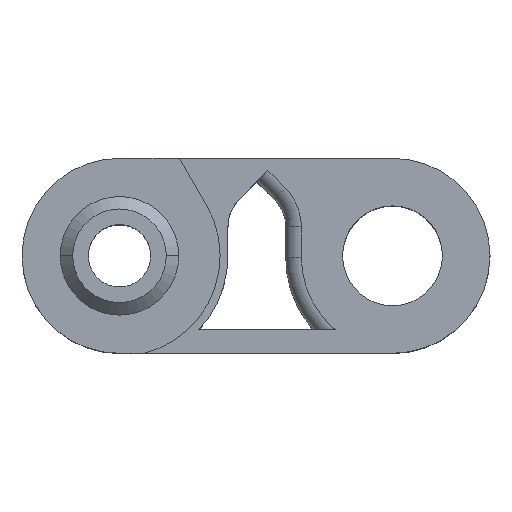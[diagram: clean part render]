
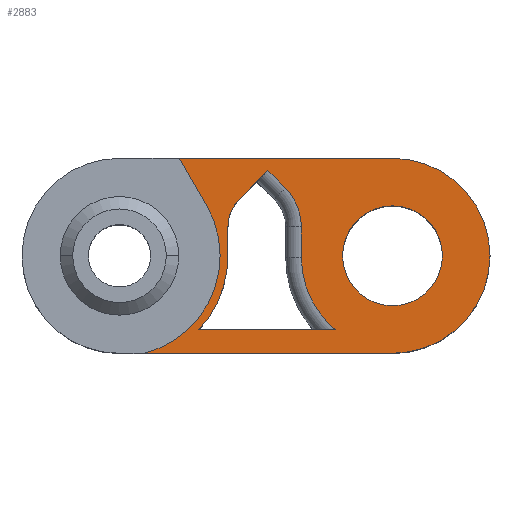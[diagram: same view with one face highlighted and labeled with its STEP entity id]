
A CAD part, top view. The second image highlights one B-rep face of the part: STEP entity #2883.
In plain terms, the highlighted planar face has unit normal (0, 0, 1).
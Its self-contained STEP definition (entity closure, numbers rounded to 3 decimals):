
#24 = DIRECTION ( 'NONE',  ( 1., 0., 0. ) ) ;
#37 = EDGE_CURVE ( 'NONE', #3132, #993, #547, .T. ) ;
#103 = CARTESIAN_POINT ( 'NONE',  ( 35., 0., 3. ) ) ;
#145 = AXIS2_PLACEMENT_3D ( 'NONE', #103, #2206, #413 ) ;
#157 = ORIENTED_EDGE ( 'NONE', *, *, #799, .T. ) ;
#162 = ORIENTED_EDGE ( 'NONE', *, *, #1283, .T. ) ;
#174 = EDGE_CURVE ( 'NONE', #2349, #1876, #3471, .T. ) ;
#190 = CIRCLE ( 'NONE', #145, 6.4 ) ;
#290 = CARTESIAN_POINT ( 'NONE',  ( 35., 0., 3. ) ) ;
#318 = EDGE_CURVE ( 'NONE', #1458, #993, #3703, .T. ) ;
#392 = CARTESIAN_POINT ( 'NONE',  ( 0., 0., 3. ) ) ;
#395 = EDGE_CURVE ( 'NONE', #1031, #2349, #1409, .T. ) ;
#400 = LINE ( 'NONE', #1387, #1916 ) ;
#408 = ORIENTED_EDGE ( 'NONE', *, *, #174, .T. ) ;
#413 = DIRECTION ( 'NONE',  ( 1., 0., 0. ) ) ;
#441 = FACE_OUTER_BOUND ( 'NONE', #3412, .T. ) ;
#489 = CARTESIAN_POINT ( 'NONE',  ( 15.364, 7.254, 3. ) ) ;
#504 = VECTOR ( 'NONE', #2937, 1000. ) ;
#539 = CARTESIAN_POINT ( 'NONE',  ( 12.9, 0., 3. ) ) ;
#547 = LINE ( 'NONE', #1723, #2053 ) ;
#587 = DIRECTION ( 'NONE',  ( 1., 0., 0. ) ) ;
#593 = VERTEX_POINT ( 'NONE', #489 ) ;
#693 = PLANE ( 'NONE',  #3200 ) ;
#720 = AXIS2_PLACEMENT_3D ( 'NONE', #2687, #888, #2982 ) ;
#763 = DIRECTION ( 'NONE',  ( 0.707, 0.707, 0. ) ) ;
#772 = CARTESIAN_POINT ( 'NONE',  ( 35., 0., 3. ) ) ;
#777 = AXIS2_PLACEMENT_3D ( 'NONE', #290, #2392, #587 ) ;
#796 = DIRECTION ( 'NONE',  ( 0., 1., 0. ) ) ;
#799 = EDGE_CURVE ( 'NONE', #2823, #1458, #2106, .T. ) ;
#809 = AXIS2_PLACEMENT_3D ( 'NONE', #392, #2185, #2489 ) ;
#814 = CARTESIAN_POINT ( 'NONE',  ( 11.172, 6.45, 3. ) ) ;
#847 = CARTESIAN_POINT ( 'NONE',  ( 16.321, 3.718, 3. ) ) ;
#864 = CARTESIAN_POINT ( 'NONE',  ( 19.025, 10.914, 3. ) ) ;
#875 = CARTESIAN_POINT ( 'NONE',  ( 23.321, 3.718, 3. ) ) ;
#888 = DIRECTION ( 'NONE',  ( 0., 0., 1. ) ) ;
#917 = VECTOR ( 'NONE', #2428, 1000. ) ;
#939 = AXIS2_PLACEMENT_3D ( 'NONE', #847, #3580, #24 ) ;
#974 = CARTESIAN_POINT ( 'NONE',  ( 35., -12.5, 3. ) ) ;
#982 = VERTEX_POINT ( 'NONE', #3068 ) ;
#993 = VERTEX_POINT ( 'NONE', #1873 ) ;
#1002 = CARTESIAN_POINT ( 'NONE',  ( 0., 0., 3. ) ) ;
#1031 = VERTEX_POINT ( 'NONE', #2180 ) ;
#1082 = DIRECTION ( 'NONE',  ( 1., 0., 0. ) ) ;
#1093 = CARTESIAN_POINT ( 'NONE',  ( 21.271, 8.668, 3. ) ) ;
#1129 = VECTOR ( 'NONE', #3074, 1000. ) ;
#1141 = ORIENTED_EDGE ( 'NONE', *, *, #2225, .T. ) ;
#1148 = EDGE_CURVE ( 'NONE', #1892, #3128, #3277, .T. ) ;
#1228 = ORIENTED_EDGE ( 'NONE', *, *, #318, .T. ) ;
#1230 = ORIENTED_EDGE ( 'NONE', *, *, #395, .T. ) ;
#1236 = CARTESIAN_POINT ( 'NONE',  ( 35., 12.5, 3. ) ) ;
#1276 = EDGE_CURVE ( 'NONE', #982, #2823, #1302, .T. ) ;
#1283 = EDGE_CURVE ( 'NONE', #2492, #1031, #2099, .T. ) ;
#1302 = LINE ( 'NONE', #2037, #504 ) ;
#1341 = CIRCLE ( 'NONE', #809, 12.9 ) ;
#1355 = VERTEX_POINT ( 'NONE', #864 ) ;
#1361 = VERTEX_POINT ( 'NONE', #875 ) ;
#1387 = CARTESIAN_POINT ( 'NONE',  ( 23.321, 0., 3. ) ) ;
#1409 = LINE ( 'NONE', #3679, #1129 ) ;
#1435 = DIRECTION ( 'NONE',  ( 0., 0., -1. ) ) ;
#1458 = VERTEX_POINT ( 'NONE', #1236 ) ;
#1459 = ORIENTED_EDGE ( 'NONE', *, *, #1769, .T. ) ;
#1569 = LINE ( 'NONE', #2239, #3070 ) ;
#1580 = EDGE_LOOP ( 'NONE', ( #3701, #3185, #1141, #1459, #162, #1230, #408, #2663, #3709 ) ) ;
#1590 = CARTESIAN_POINT ( 'NONE',  ( 13.9, 0., 3. ) ) ;
#1721 = LINE ( 'NONE', #2120, #917 ) ;
#1723 = CARTESIAN_POINT ( 'NONE',  ( 7.448, 12.9, 3. ) ) ;
#1758 = CARTESIAN_POINT ( 'NONE',  ( 35.221, -0.242, 3. ) ) ;
#1765 = ORIENTED_EDGE ( 'NONE', *, *, #3460, .F. ) ;
#1769 = EDGE_CURVE ( 'NONE', #1361, #2492, #400, .T. ) ;
#1826 = VERTEX_POINT ( 'NONE', #539 ) ;
#1832 = ORIENTED_EDGE ( 'NONE', *, *, #1276, .T. ) ;
#1850 = AXIS2_PLACEMENT_3D ( 'NONE', #1758, #3833, #2049 ) ;
#1857 = LINE ( 'NONE', #3487, #1944 ) ;
#1866 = DIRECTION ( 'NONE',  ( -1., 0., 0. ) ) ;
#1873 = CARTESIAN_POINT ( 'NONE',  ( 7.679, 12.5, 3. ) ) ;
#1876 = VERTEX_POINT ( 'NONE', #1590 ) ;
#1892 = VERTEX_POINT ( 'NONE', #2644 ) ;
#1916 = VECTOR ( 'NONE', #3776, 1000. ) ;
#1944 = VECTOR ( 'NONE', #796, 1000. ) ;
#1954 = EDGE_CURVE ( 'NONE', #982, #1826, #1341, .T. ) ;
#2007 = ORIENTED_EDGE ( 'NONE', *, *, #37, .F. ) ;
#2037 = CARTESIAN_POINT ( 'NONE',  ( 0., -12.5, 3. ) ) ;
#2049 = DIRECTION ( 'NONE',  ( 1., 0., 0. ) ) ;
#2051 = EDGE_CURVE ( 'NONE', #1826, #3132, #3269, .T. ) ;
#2053 = VECTOR ( 'NONE', #3807, 1000. ) ;
#2099 = CIRCLE ( 'NONE', #1850, 11.9 ) ;
#2106 = CIRCLE ( 'NONE', #777, 12.5 ) ;
#2120 = CARTESIAN_POINT ( 'NONE',  ( 14.97, 14.97, 3. ) ) ;
#2122 = AXIS2_PLACEMENT_3D ( 'NONE', #3228, #1435, #3532 ) ;
#2155 = CARTESIAN_POINT ( 'NONE',  ( 0., 12.5, 3. ) ) ;
#2180 = CARTESIAN_POINT ( 'NONE',  ( 27.745, -9.5, 3. ) ) ;
#2183 = DIRECTION ( 'NONE',  ( 0., 0., 1. ) ) ;
#2185 = DIRECTION ( 'NONE',  ( 0., 0., 1. ) ) ;
#2206 = DIRECTION ( 'NONE',  ( 0., 0., 1. ) ) ;
#2225 = EDGE_CURVE ( 'NONE', #3606, #1361, #3499, .T. ) ;
#2239 = CARTESIAN_POINT ( 'NONE',  ( 17.611, 9.5, 3. ) ) ;
#2250 = ORIENTED_EDGE ( 'NONE', *, *, #2051, .F. ) ;
#2280 = CARTESIAN_POINT ( 'NONE',  ( 13.9, 3.718, 3. ) ) ;
#2349 = VERTEX_POINT ( 'NONE', #2825 ) ;
#2392 = DIRECTION ( 'NONE',  ( 0., 0., 1. ) ) ;
#2412 = AXIS2_PLACEMENT_3D ( 'NONE', #3801, #2462, #3260 ) ;
#2428 = DIRECTION ( 'NONE',  ( 0.707, -0.707, 0. ) ) ;
#2462 = DIRECTION ( 'NONE',  ( 0., 0., 1. ) ) ;
#2489 = DIRECTION ( 'NONE',  ( 1., 0., 0. ) ) ;
#2492 = VERTEX_POINT ( 'NONE', #2604 ) ;
#2604 = CARTESIAN_POINT ( 'NONE',  ( 23.321, -0.242, 3. ) ) ;
#2644 = CARTESIAN_POINT ( 'NONE',  ( 28.6, 0., 3. ) ) ;
#2663 = ORIENTED_EDGE ( 'NONE', *, *, #3611, .T. ) ;
#2687 = CARTESIAN_POINT ( 'NONE',  ( 0., 0., 3. ) ) ;
#2711 = EDGE_CURVE ( 'NONE', #1355, #3606, #1721, .T. ) ;
#2744 = FACE_BOUND ( 'NONE', #3383, .T. ) ;
#2823 = VERTEX_POINT ( 'NONE', #974 ) ;
#2825 = CARTESIAN_POINT ( 'NONE',  ( 10.147, -9.5, 3. ) ) ;
#2876 = DIRECTION ( 'NONE',  ( 0., 0., 1. ) ) ;
#2883 = ADVANCED_FACE ( 'NONE', ( #441, #2744, #3543 ), #693, .T. ) ;
#2910 = VECTOR ( 'NONE', #1866, 1000. ) ;
#2917 = CARTESIAN_POINT ( 'NONE',  ( 41.4, 0., 3. ) ) ;
#2937 = DIRECTION ( 'NONE',  ( 1., 0., 0. ) ) ;
#2982 = DIRECTION ( 'NONE',  ( -1., 0., 0. ) ) ;
#2983 = EDGE_CURVE ( 'NONE', #593, #1355, #1569, .T. ) ;
#3000 = ORIENTED_EDGE ( 'NONE', *, *, #1148, .F. ) ;
#3054 = VERTEX_POINT ( 'NONE', #2280 ) ;
#3068 = CARTESIAN_POINT ( 'NONE',  ( 3.187, -12.5, 3. ) ) ;
#3070 = VECTOR ( 'NONE', #763, 1000. ) ;
#3074 = DIRECTION ( 'NONE',  ( -1., 0., 0. ) ) ;
#3095 = DIRECTION ( 'NONE',  ( 1., 0., 0. ) ) ;
#3126 = EDGE_CURVE ( 'NONE', #3054, #593, #3589, .T. ) ;
#3128 = VERTEX_POINT ( 'NONE', #2917 ) ;
#3132 = VERTEX_POINT ( 'NONE', #814 ) ;
#3185 = ORIENTED_EDGE ( 'NONE', *, *, #2711, .T. ) ;
#3200 = AXIS2_PLACEMENT_3D ( 'NONE', #1002, #2183, #3095 ) ;
#3228 = CARTESIAN_POINT ( 'NONE',  ( 18.9, 3.718, 3. ) ) ;
#3260 = DIRECTION ( 'NONE',  ( 1., 0., 0. ) ) ;
#3269 = CIRCLE ( 'NONE', #2412, 12.9 ) ;
#3277 = CIRCLE ( 'NONE', #3320, 6.4 ) ;
#3320 = AXIS2_PLACEMENT_3D ( 'NONE', #772, #2876, #1082 ) ;
#3383 = EDGE_LOOP ( 'NONE', ( #3000, #1765 ) ) ;
#3412 = EDGE_LOOP ( 'NONE', ( #3432, #1832, #157, #1228, #2007, #2250 ) ) ;
#3432 = ORIENTED_EDGE ( 'NONE', *, *, #1954, .F. ) ;
#3460 = EDGE_CURVE ( 'NONE', #3128, #1892, #190, .T. ) ;
#3471 = CIRCLE ( 'NONE', #720, 13.9 ) ;
#3487 = CARTESIAN_POINT ( 'NONE',  ( 13.9, 0., 3. ) ) ;
#3499 = CIRCLE ( 'NONE', #939, 7. ) ;
#3532 = DIRECTION ( 'NONE',  ( 1., 0., 0. ) ) ;
#3543 = FACE_BOUND ( 'NONE', #1580, .T. ) ;
#3580 = DIRECTION ( 'NONE',  ( 0., 0., -1. ) ) ;
#3589 = CIRCLE ( 'NONE', #2122, 5. ) ;
#3606 = VERTEX_POINT ( 'NONE', #1093 ) ;
#3611 = EDGE_CURVE ( 'NONE', #1876, #3054, #1857, .T. ) ;
#3679 = CARTESIAN_POINT ( 'NONE',  ( 10.147, -9.5, 3. ) ) ;
#3701 = ORIENTED_EDGE ( 'NONE', *, *, #2983, .T. ) ;
#3703 = LINE ( 'NONE', #2155, #2910 ) ;
#3709 = ORIENTED_EDGE ( 'NONE', *, *, #3126, .T. ) ;
#3776 = DIRECTION ( 'NONE',  ( 0., -1., 0. ) ) ;
#3801 = CARTESIAN_POINT ( 'NONE',  ( 0., 0., 3. ) ) ;
#3807 = DIRECTION ( 'NONE',  ( -0.5, 0.866, 0. ) ) ;
#3833 = DIRECTION ( 'NONE',  ( 0., 0., 1. ) ) ;
